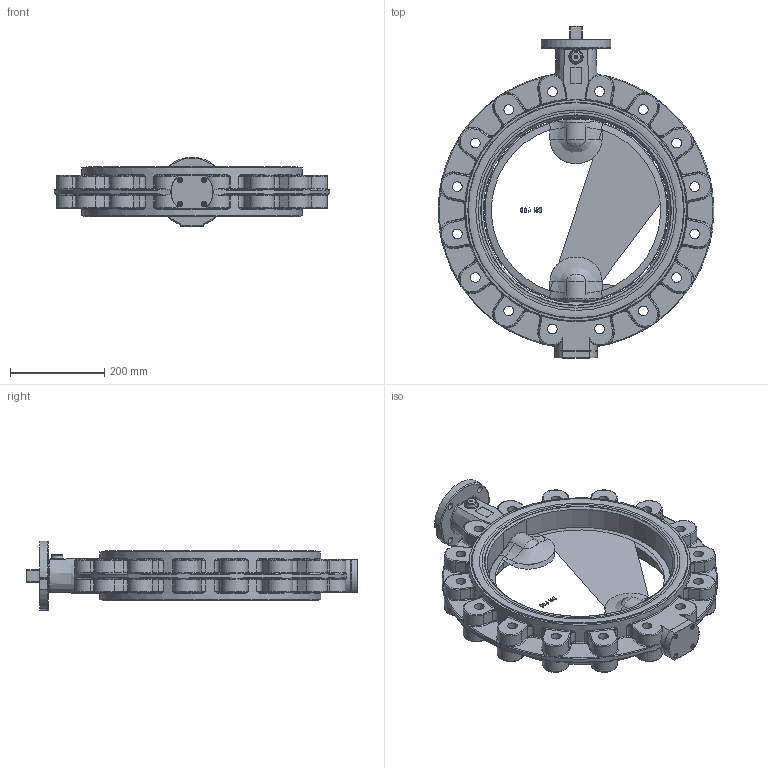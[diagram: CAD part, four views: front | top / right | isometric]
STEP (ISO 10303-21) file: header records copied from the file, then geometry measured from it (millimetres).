
FILE_DESCRIPTION(/* description */ (''),/* implementation_level */ '2;1');
FILE_NAME(/* name */ 'Z014 DN400 PN10 V27 x 29.stp',/* time_stamp */ '2017-03-20T15:22:07+01:00',/* author */ ('Hellwig'),/* organization */ (''),/* preprocessor_version */ 'ST-DEVELOPER v15.6',/* originating_system */ 'Autodesk Inventor 2015',/* authorisation */ '');
FILE_SCHEMA (('CONFIG_CONTROL_DESIGN'));
Length unit declared in the file: centimetre
Products named in the file (1): M9586
Bounding box: 585.34 x 706 x 147.73 mm (x, y, z)
Volume: 49193.9 mm3; surface area: 1019934.5 mm2
Topology: 2 solids, 33 shells, 1899 faces, 4726 edges, 2786 vertices
Faces by surface type: plane 578, bspline 462, cylinder 415, torus 365, cone 67, sphere 12
Full cylindrical faces by diameter (mm): 4.917 x5, 5.5 x1, 6 x4, 6.6 x4, 6.647 x2, 10 x4, 11 x4, 13.5 x4, 20.752 x16, 35.5 x4, 36 x1, 40 x13, 40.1 x4, 40.2 x7, 40.35 x5, 44.95 x5, 45 x5, 46 x2, 47 x2, 47.2 x1, 49 x1, 54 x1, 55 x1, 85.1 x1, 443 x2, 448.5 x2, 460.5 x2, 470 x2
Entity records: 67336 total; most frequent: CARTESIAN_POINT 26428, ORIENTED_EDGE 8526, DIRECTION 7695, EDGE_CURVE 4259, AXIS2_PLACEMENT_3D 3093, VERTEX_POINT 2692, EDGE_LOOP 2249, FACE_OUTER_BOUND 1894
